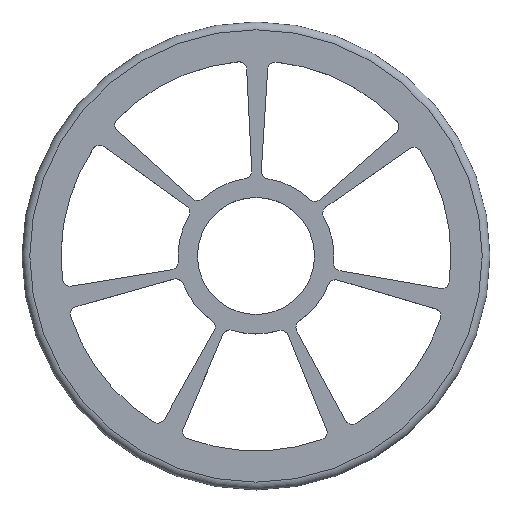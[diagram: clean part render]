
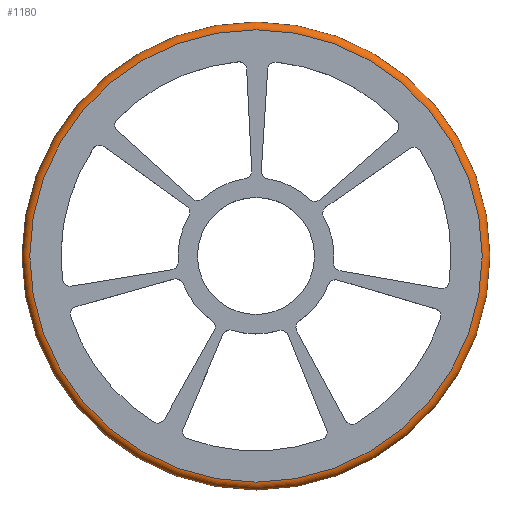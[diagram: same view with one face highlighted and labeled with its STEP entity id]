
A CAD part, top view. The second image highlights one B-rep face of the part: STEP entity #1180.
In plain terms, the highlighted toroidal (fillet/blend) face has major radius 58 mm and minor radius 2 mm.
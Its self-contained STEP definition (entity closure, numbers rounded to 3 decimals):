
#32=TOROIDAL_SURFACE('',#1324,58.,2.);
#80=FACE_OUTER_BOUND('',#150,.T.);
#150=EDGE_LOOP('',(#927,#928,#929,#930));
#406=CIRCLE('',#1300,60.);
#429=CIRCLE('',#1325,58.);
#430=CIRCLE('',#1326,2.);
#525=VERTEX_POINT('',#1972);
#548=VERTEX_POINT('',#2028);
#665=EDGE_CURVE('',#525,#525,#406,.T.);
#696=EDGE_CURVE('',#548,#548,#429,.T.);
#697=EDGE_CURVE('',#548,#525,#430,.T.);
#927=ORIENTED_EDGE('',*,*,#696,.T.);
#928=ORIENTED_EDGE('',*,*,#697,.T.);
#929=ORIENTED_EDGE('',*,*,#665,.T.);
#930=ORIENTED_EDGE('',*,*,#697,.F.);
#1180=ADVANCED_FACE('',(#80),#32,.T.);
#1300=AXIS2_PLACEMENT_3D('',#1973,#1580,#1581);
#1324=AXIS2_PLACEMENT_3D('',#2027,#1636,#1637);
#1325=AXIS2_PLACEMENT_3D('',#2029,#1638,#1639);
#1326=AXIS2_PLACEMENT_3D('',#2030,#1640,#1641);
#1580=DIRECTION('center_axis',(0.,0.,1.));
#1581=DIRECTION('ref_axis',(1.,0.,0.));
#1636=DIRECTION('center_axis',(0.,0.,1.));
#1637=DIRECTION('ref_axis',(1.,0.,0.));
#1638=DIRECTION('center_axis',(0.,0.,-1.));
#1639=DIRECTION('ref_axis',(1.,0.,0.));
#1640=DIRECTION('center_axis',(0.,-1.,0.));
#1641=DIRECTION('ref_axis',(-1.,0.,0.));
#1972=CARTESIAN_POINT('',(-60.,0.,8.));
#1973=CARTESIAN_POINT('Origin',(0.,0.,8.));
#2027=CARTESIAN_POINT('Origin',(0.,0.,8.));
#2028=CARTESIAN_POINT('',(-58.,0.,10.));
#2029=CARTESIAN_POINT('Origin',(0.,0.,10.));
#2030=CARTESIAN_POINT('Origin',(-58.,0.,8.));
